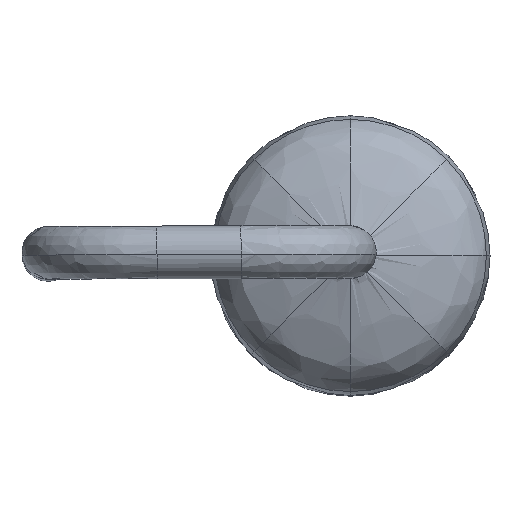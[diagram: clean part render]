
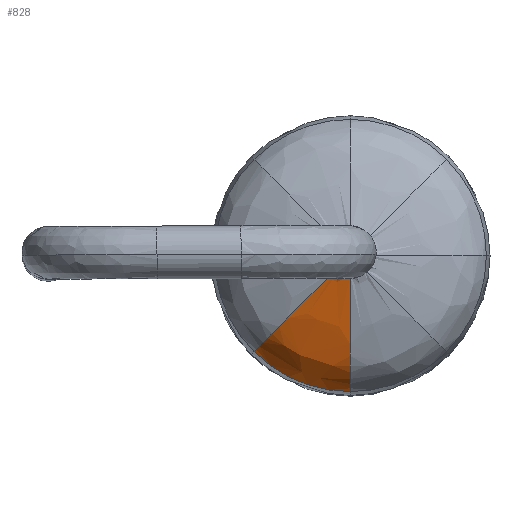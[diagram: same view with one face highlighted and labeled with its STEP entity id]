
A CAD part, top view. The second image highlights one B-rep face of the part: STEP entity #828.
In plain terms, the highlighted free-form (B-spline) face has degree [5, 4] with [6, 5] control points.
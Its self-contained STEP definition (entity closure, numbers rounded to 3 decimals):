
#512 = VERTEX_POINT('',#513);
#513 = CARTESIAN_POINT('',(1.27,0.,6.));
#780 = EDGE_CURVE('',#781,#512,#783,.T.);
#781 = VERTEX_POINT('',#782);
#782 = CARTESIAN_POINT('',(1.27,-1.152,5.351));
#783 = B_SPLINE_CURVE_WITH_KNOTS('',4,(#784,#785,#786,#787,#788),
  .UNSPECIFIED.,.F.,.F.,(5,5),(0.,1.),.PIECEWISE_BEZIER_KNOTS.);
#784 = CARTESIAN_POINT('',(1.27,-1.152,5.351));
#785 = CARTESIAN_POINT('',(1.27,-1.038,5.708));
#786 = CARTESIAN_POINT('',(1.27,-0.64,5.773));
#787 = CARTESIAN_POINT('',(1.27,-0.15,5.775));
#788 = CARTESIAN_POINT('',(1.27,0.,6.));
#828 = ADVANCED_FACE('',(#829),#849,.T.);
#829 = FACE_BOUND('',#830,.T.);
#830 = EDGE_LOOP('',(#831,#841,#848));
#831 = ORIENTED_EDGE('',*,*,#832,.F.);
#832 = EDGE_CURVE('',#833,#512,#835,.T.);
#833 = VERTEX_POINT('',#834);
#834 = CARTESIAN_POINT('',(0.455,-0.815,5.351
    ));
#835 = B_SPLINE_CURVE_WITH_KNOTS('',4,(#836,#837,#838,#839,#840),
  .UNSPECIFIED.,.F.,.F.,(5,5),(0.,1.),.PIECEWISE_BEZIER_KNOTS.);
#836 = CARTESIAN_POINT('',(0.455,-0.815,5.351
    ));
#837 = CARTESIAN_POINT('',(0.536,-0.734,5.708)
  );
#838 = CARTESIAN_POINT('',(0.817,-0.453,5.773)
  );
#839 = CARTESIAN_POINT('',(1.164,-0.106,5.775
    ));
#840 = CARTESIAN_POINT('',(1.27,0.,6.));
#841 = ORIENTED_EDGE('',*,*,#842,.F.);
#842 = EDGE_CURVE('',#781,#833,#843,.T.);
#843 = CIRCLE('',#844,1.152);
#844 = AXIS2_PLACEMENT_3D('',#845,#846,#847);
#845 = CARTESIAN_POINT('',(1.27,0.,
    5.351));
#846 = DIRECTION('',(0.,0.,-1.));
#847 = DIRECTION('',(-0.707,-0.707,0.));
#848 = ORIENTED_EDGE('',*,*,#780,.T.);
#849 = B_SPLINE_SURFACE_WITH_KNOTS('',5,4,(
    (#850,#851,#852,#853,#854)
    ,(#855,#856,#857,#858,#859)
    ,(#860,#861,#862,#863,#864)
    ,(#865,#866,#867,#868,#869)
    ,(#870,#871,#872,#873,#874)
    ,(#875,#876,#877,#878,#879
    )),.UNSPECIFIED.,.F.,.F.,.F.,(6,6),(5,5),(0.,1.),(0.,1.),
  .PIECEWISE_BEZIER_KNOTS.);
#850 = CARTESIAN_POINT('',(1.27,0.,6.));
#851 = CARTESIAN_POINT('',(1.27,-0.15,5.775));
#852 = CARTESIAN_POINT('',(1.27,-0.64,5.773));
#853 = CARTESIAN_POINT('',(1.27,-1.038,5.708));
#854 = CARTESIAN_POINT('',(1.27,-1.152,5.351));
#855 = CARTESIAN_POINT('',(1.27,0.,6.));
#856 = CARTESIAN_POINT('',(1.246,-0.15,5.775
    ));
#857 = CARTESIAN_POINT('',(1.168,-0.64,5.773)
  );
#858 = CARTESIAN_POINT('',(1.105,-1.038,5.708)
  );
#859 = CARTESIAN_POINT('',(1.087,-1.152,5.351
    ));
#860 = CARTESIAN_POINT('',(1.27,0.,6.));
#861 = CARTESIAN_POINT('',(1.223,-0.145,5.775
    ));
#862 = CARTESIAN_POINT('',(1.068,-0.62,5.773
    ));
#863 = CARTESIAN_POINT('',(0.943,-1.006,5.708)
  );
#864 = CARTESIAN_POINT('',(0.907,-1.116,5.351
    ));
#865 = CARTESIAN_POINT('',(1.27,0.,6.));
#866 = CARTESIAN_POINT('',(1.201,-0.136,5.775
    ));
#867 = CARTESIAN_POINT('',(0.974,-0.581,5.773
    ));
#868 = CARTESIAN_POINT('',(0.79,-0.942,5.708)
  );
#869 = CARTESIAN_POINT('',(0.738,-1.046,5.351
    ));
#870 = CARTESIAN_POINT('',(1.27,0.,6.));
#871 = CARTESIAN_POINT('',(1.181,-0.123,5.775
    ));
#872 = CARTESIAN_POINT('',(0.889,-0.525,5.773
    ));
#873 = CARTESIAN_POINT('',(0.652,-0.851,5.708));
#874 = CARTESIAN_POINT('',(0.585,-0.944,5.351
    ));
#875 = CARTESIAN_POINT('',(1.27,0.,6.));
#876 = CARTESIAN_POINT('',(1.164,-0.106,5.775
    ));
#877 = CARTESIAN_POINT('',(0.817,-0.453,5.773)
  );
#878 = CARTESIAN_POINT('',(0.536,-0.734,5.708)
  );
#879 = CARTESIAN_POINT('',(0.455,-0.815,5.351
    ));
